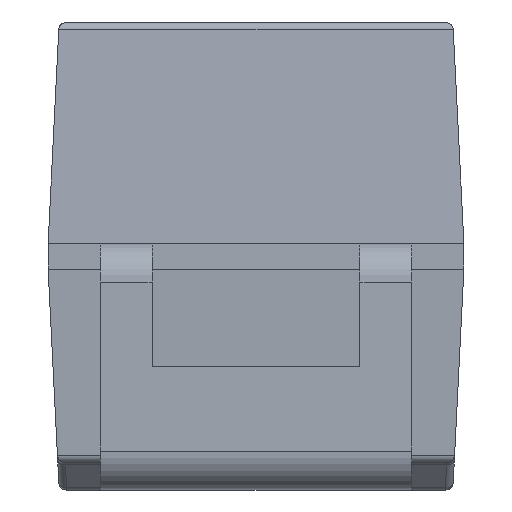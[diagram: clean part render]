
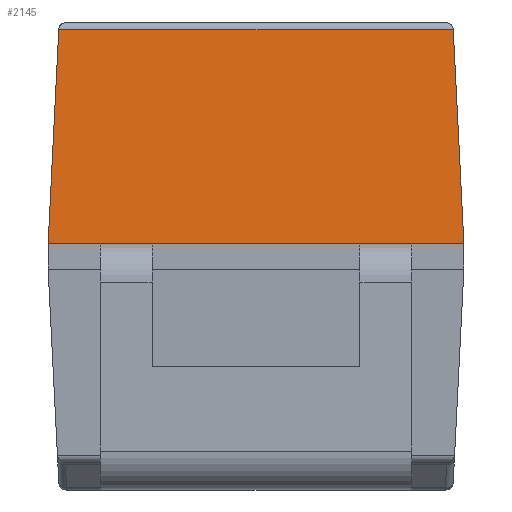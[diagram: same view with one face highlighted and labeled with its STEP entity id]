
A CAD part, left-side view. The second image highlights one B-rep face of the part: STEP entity #2145.
In plain terms, the highlighted planar face has unit normal (-0.999, 0, 0.05).
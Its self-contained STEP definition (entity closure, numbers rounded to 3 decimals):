
#1736 = VERTEX_POINT('',#1737);
#1737 = CARTESIAN_POINT('',(-1.475,-0.8,0.95));
#1745 = VERTEX_POINT('',#1746);
#1746 = CARTESIAN_POINT('',(-1.475,0.8,0.95));
#1752 = EDGE_CURVE('',#1736,#1745,#1753,.T.);
#1753 = LINE('',#1754,#1755);
#1754 = CARTESIAN_POINT('',(-1.475,-0.8,0.95));
#1755 = VECTOR('',#1756,1.);
#1756 = DIRECTION('',(0.,1.,0.));
#2145 = ADVANCED_FACE('',(#2146),#2171,.F.);
#2146 = FACE_BOUND('',#2147,.F.);
#2147 = EDGE_LOOP('',(#2148,#2156,#2157,#2165));
#2148 = ORIENTED_EDGE('',*,*,#2149,.F.);
#2149 = EDGE_CURVE('',#1736,#2150,#2152,.T.);
#2150 = VERTEX_POINT('',#2151);
#2151 = CARTESIAN_POINT('',(-1.434,-0.759,
    1.771));
#2152 = LINE('',#2153,#2154);
#2153 = CARTESIAN_POINT('',(-1.454,-0.779,
    1.374));
#2154 = VECTOR('',#2155,1.);
#2155 = DIRECTION('',(0.05,0.05,
    0.998));
#2156 = ORIENTED_EDGE('',*,*,#1752,.T.);
#2157 = ORIENTED_EDGE('',*,*,#2158,.T.);
#2158 = EDGE_CURVE('',#1745,#2159,#2161,.T.);
#2159 = VERTEX_POINT('',#2160);
#2160 = CARTESIAN_POINT('',(-1.434,0.759,
    1.771));
#2161 = LINE('',#2162,#2163);
#2162 = CARTESIAN_POINT('',(-1.452,0.777,
    1.414));
#2163 = VECTOR('',#2164,1.);
#2164 = DIRECTION('',(0.05,-0.05,
    0.998));
#2165 = ORIENTED_EDGE('',*,*,#2166,.F.);
#2166 = EDGE_CURVE('',#2150,#2159,#2167,.T.);
#2167 = LINE('',#2168,#2169);
#2168 = CARTESIAN_POINT('',(-1.434,-0.758,1.771));
#2169 = VECTOR('',#2170,1.);
#2170 = DIRECTION('',(0.,1.,0.));
#2171 = PLANE('',#2172);
#2172 = AXIS2_PLACEMENT_3D('',#2173,#2174,#2175);
#2173 = CARTESIAN_POINT('',(-1.454,-0.8,1.375));
#2174 = DIRECTION('',(0.999,0.,-0.05));
#2175 = DIRECTION('',(0.,1.,0.));
